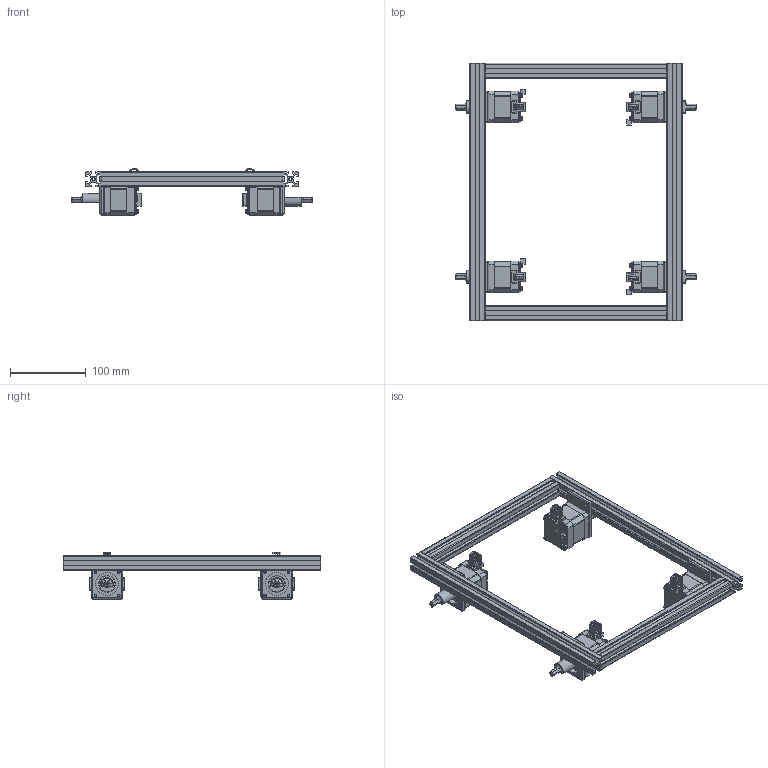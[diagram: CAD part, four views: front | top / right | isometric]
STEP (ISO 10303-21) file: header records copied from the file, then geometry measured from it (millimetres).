
FILE_DESCRIPTION(/* description */ ('','CAx-IF Rec.Pracs.---Representation and Presentation of Product Manufacturing Information (PMI)---4.0---2014-10-13'),/* implementation_level */ '2;1');
FILE_NAME(/* name */ 'base_link_colour.step',/* time_stamp */ '2024-11-22T14:24:17+11:00',/* author */ (''),/* organization */ (''),/* preprocessor_version */ 'ST-DEVELOPER v20',/* originating_system */ 'Autodesk Translation Framework v13.20.0.188',/* authorisation */ '');
FILE_SCHEMA (('AP242_MANAGED_MODEL_BASED_3D_ENGINEERING_MIM_LF { 1 0 10303 442 1 1 4 }'));
Products named in the file (19): base_link_colour; base_link; motor_1; Motor; motor_2; Motor (1); motor_3; Motor (2); motor_4; Motor (2) (1); ugv shaft; ugv shaft v1; ugv shaft_1; ugv shaft v1_1; ugv shaft_2; ugv shaft v1_2; ugv shaft_3; ugv shaft v1_3; Component2
Assembly tree (21 placements, depth 4):
  base_link_colour
    base_link
    motor_1
      Motor
    motor_2
      Motor (1)
    motor_3
      Motor (2)
    motor_4
      Motor (2) (1)
    ugv shaft
      ugv shaft v1
        Component2
    ugv shaft_1
      ugv shaft v1_1
        Component2
    ugv shaft_2
      ugv shaft v1_2
        Component2
    ugv shaft_3
      ugv shaft v1_3
        Component2
Bounding box: 317.3 x 340 x 62.55 mm (x, y, z)
Volume: 549188.7 mm3; surface area: 318943.5 mm2
Topology: 85 solids, 85 shells, 1742 faces, 4232 edges, 2716 vertices
Faces by surface type: plane 990, cylinder 500, bspline 152, cone 44, sphere 32, torus 24
Full cylindrical faces by diameter (mm): 1.5 x32, 2.4 x4, 2.5 x16, 3.3 x16, 4 x4, 4.1 x8, 4.2 x4, 5 x4, 5.45 x16, 6.5 x16, 9 x4, 22 x4, 30 x4
Entity records: 52087 total; most frequent: CARTESIAN_POINT 18646, DIRECTION 6791, ORIENTED_EDGE 6710, EDGE_CURVE 3355, LINE 2281, VECTOR 2281, AXIS2_PLACEMENT_3D 2255, VERTEX_POINT 2143
